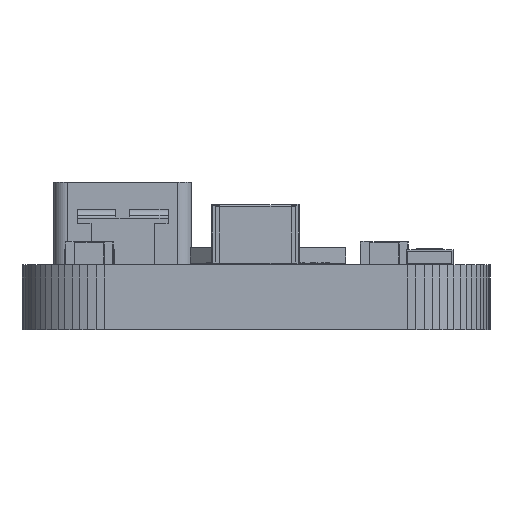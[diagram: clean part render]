
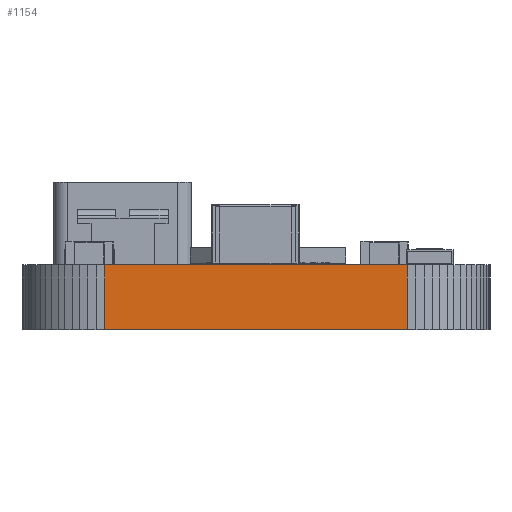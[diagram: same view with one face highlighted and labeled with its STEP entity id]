
A CAD part, left-side view. The second image highlights one B-rep face of the part: STEP entity #1154.
In plain terms, the highlighted planar face has unit normal (-1, 0, 0).
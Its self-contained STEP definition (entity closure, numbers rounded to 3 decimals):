
#1098 = VERTEX_POINT('',#1099);
#1099 = CARTESIAN_POINT('',(3.645,-6.,1.18));
#1105 = EDGE_CURVE('',#1106,#1098,#1108,.T.);
#1106 = VERTEX_POINT('',#1107);
#1107 = CARTESIAN_POINT('',(3.645,-6.,-1.18));
#1108 = LINE('',#1109,#1110);
#1109 = CARTESIAN_POINT('',(3.645,-6.,-1.18));
#1110 = VECTOR('',#1111,1.);
#1111 = DIRECTION('',(0.,0.,1.));
#1154 = ADVANCED_FACE('',(#1155),#1180,.F.);
#1155 = FACE_BOUND('',#1156,.F.);
#1156 = EDGE_LOOP('',(#1157,#1158,#1166,#1174));
#1157 = ORIENTED_EDGE('',*,*,#1105,.T.);
#1158 = ORIENTED_EDGE('',*,*,#1159,.T.);
#1159 = EDGE_CURVE('',#1098,#1160,#1162,.T.);
#1160 = VERTEX_POINT('',#1161);
#1161 = CARTESIAN_POINT('',(3.645,-17.,1.18));
#1162 = LINE('',#1163,#1164);
#1163 = CARTESIAN_POINT('',(3.645,-6.,1.18));
#1164 = VECTOR('',#1165,1.);
#1165 = DIRECTION('',(0.,-1.,0.));
#1166 = ORIENTED_EDGE('',*,*,#1167,.F.);
#1167 = EDGE_CURVE('',#1168,#1160,#1170,.T.);
#1168 = VERTEX_POINT('',#1169);
#1169 = CARTESIAN_POINT('',(3.645,-17.,-1.18));
#1170 = LINE('',#1171,#1172);
#1171 = CARTESIAN_POINT('',(3.645,-17.,-1.18));
#1172 = VECTOR('',#1173,1.);
#1173 = DIRECTION('',(0.,0.,1.));
#1174 = ORIENTED_EDGE('',*,*,#1175,.F.);
#1175 = EDGE_CURVE('',#1106,#1168,#1176,.T.);
#1176 = LINE('',#1177,#1178);
#1177 = CARTESIAN_POINT('',(3.645,-6.,-1.18));
#1178 = VECTOR('',#1179,1.);
#1179 = DIRECTION('',(0.,-1.,0.));
#1180 = PLANE('',#1181);
#1181 = AXIS2_PLACEMENT_3D('',#1182,#1183,#1184);
#1182 = CARTESIAN_POINT('',(3.645,-6.,-1.18));
#1183 = DIRECTION('',(1.,0.,-0.));
#1184 = DIRECTION('',(0.,-1.,0.));
